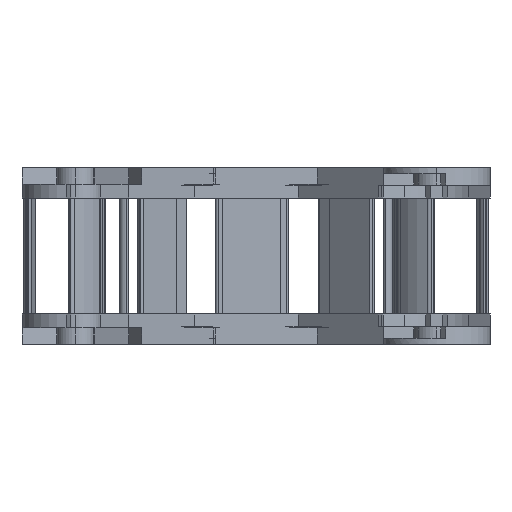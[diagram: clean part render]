
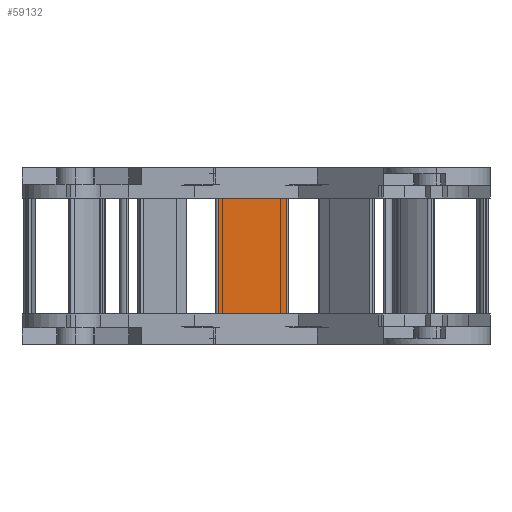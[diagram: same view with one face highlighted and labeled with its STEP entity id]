
A CAD part, left-side view. The second image highlights one B-rep face of the part: STEP entity #59132.
In plain terms, the highlighted planar face has unit normal (-0.998, -0.068, 0).
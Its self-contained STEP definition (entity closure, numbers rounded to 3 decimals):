
#173 = DIRECTION ( 'NONE',  ( -0.068, 0.998, 0. ) ) ;
#6732 = VECTOR ( 'NONE', #18330, 1000. ) ;
#8995 = CARTESIAN_POINT ( 'NONE',  ( 26.987, 32.465, 12.5 ) ) ;
#9616 = CARTESIAN_POINT ( 'NONE',  ( 26.987, 32.465, 12.5 ) ) ;
#9750 = ORIENTED_EDGE ( 'NONE', *, *, #13696, .F. ) ;
#13436 = FACE_OUTER_BOUND ( 'NONE', #39879, .T. ) ;
#13696 = EDGE_CURVE ( 'NONE', #17436, #56717, #27870, .T. ) ;
#14476 = DIRECTION ( 'NONE',  ( 0., 0., -1. ) ) ;
#17082 = CARTESIAN_POINT ( 'NONE',  ( 25.991, 47.132, -12.5 ) ) ;
#17436 = VERTEX_POINT ( 'NONE', #9616 ) ;
#18173 = CARTESIAN_POINT ( 'NONE',  ( 25.991, 47.132, -12.5 ) ) ;
#18330 = DIRECTION ( 'NONE',  ( 0., 0., 1. ) ) ;
#25339 = CARTESIAN_POINT ( 'NONE',  ( 27.607, 23.336, 12.5 ) ) ;
#27870 = LINE ( 'NONE', #8995, #75770 ) ;
#34397 = DIRECTION ( 'NONE',  ( 0., 0., -1. ) ) ;
#38303 = AXIS2_PLACEMENT_3D ( 'NONE', #40683, #39424, #34397 ) ;
#39424 = DIRECTION ( 'NONE',  ( 0.998, 0.068, 0. ) ) ;
#39433 = ORIENTED_EDGE ( 'NONE', *, *, #48845, .F. ) ;
#39879 = EDGE_LOOP ( 'NONE', ( #9750, #46606, #72065, #39433 ) ) ;
#40683 = CARTESIAN_POINT ( 'NONE',  ( 25.991, 47.132, 12.5 ) ) ;
#40887 = VECTOR ( 'NONE', #56756, 1000. ) ;
#46606 = ORIENTED_EDGE ( 'NONE', *, *, #65872, .T. ) ;
#48845 = EDGE_CURVE ( 'NONE', #56717, #78549, #75630, .T. ) ;
#56717 = VERTEX_POINT ( 'NONE', #80876 ) ;
#56756 = DIRECTION ( 'NONE',  ( -0.068, 0.998, 0. ) ) ;
#57726 = LINE ( 'NONE', #63565, #6732 ) ;
#59132 = ADVANCED_FACE ( 'NONE', ( #13436 ), #64982, .F. ) ;
#59264 = VECTOR ( 'NONE', #173, 1000. ) ;
#61563 = VERTEX_POINT ( 'NONE', #78584 ) ;
#63565 = CARTESIAN_POINT ( 'NONE',  ( 25.991, 47.132, 12.5 ) ) ;
#64241 = EDGE_CURVE ( 'NONE', #78549, #61563, #57726, .T. ) ;
#64723 = LINE ( 'NONE', #25339, #59264 ) ;
#64982 = PLANE ( 'NONE',  #38303 ) ;
#65872 = EDGE_CURVE ( 'NONE', #17436, #61563, #64723, .T. ) ;
#72065 = ORIENTED_EDGE ( 'NONE', *, *, #64241, .F. ) ;
#75630 = LINE ( 'NONE', #18173, #40887 ) ;
#75770 = VECTOR ( 'NONE', #14476, 1000. ) ;
#78549 = VERTEX_POINT ( 'NONE', #17082 ) ;
#78584 = CARTESIAN_POINT ( 'NONE',  ( 25.991, 47.132, 12.5 ) ) ;
#80876 = CARTESIAN_POINT ( 'NONE',  ( 26.987, 32.465, -12.5 ) ) ;
